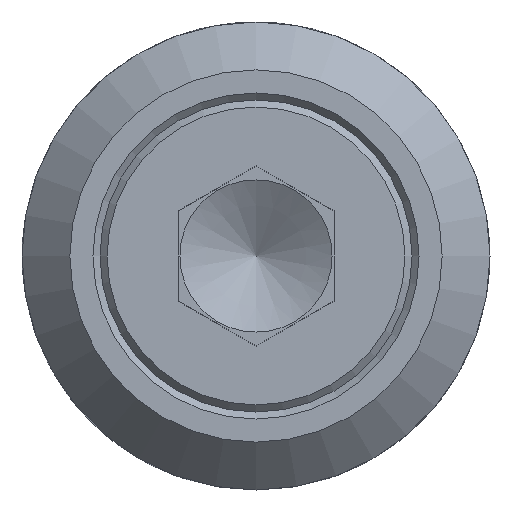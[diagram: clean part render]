
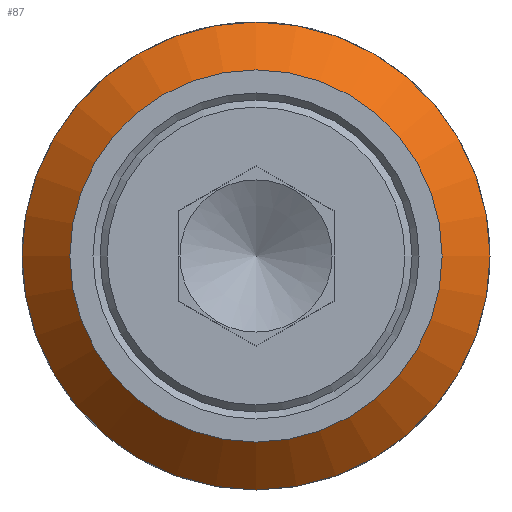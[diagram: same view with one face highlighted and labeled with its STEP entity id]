
A CAD part, front view. The second image highlights one B-rep face of the part: STEP entity #87.
In plain terms, the highlighted conical face has half-angle 45 degrees and reference radius 3 mm.
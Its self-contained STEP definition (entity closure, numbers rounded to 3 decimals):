
#87 = ADVANCED_FACE( '', ( #201, #202 ), #203, .T. );
#201 = FACE_BOUND( '', #351, .T. );
#202 = FACE_OUTER_BOUND( '', #352, .T. );
#203 = CONICAL_SURFACE( '', #353, 3., 0.785 );
#351 = EDGE_LOOP( '', ( #554 ) );
#352 = EDGE_LOOP( '', ( #555 ) );
#353 = AXIS2_PLACEMENT_3D( '', #556, #557, #558 );
#554 = ORIENTED_EDGE( '', *, *, #777, .F. );
#555 = ORIENTED_EDGE( '', *, *, #823, .T. );
#556 = CARTESIAN_POINT( '', ( 0., 0.614, 0. ) );
#557 = DIRECTION( '', ( 0., 1., 0. ) );
#558 = DIRECTION( '', ( 0., 0., 1. ) );
#777 = EDGE_CURVE( '', #897, #897, #898, .T. );
#823 = EDGE_CURVE( '', #975, #975, #976, .T. );
#897 = VERTEX_POINT( '', #1068 );
#898 = CIRCLE( '', #1069, 2.387 );
#975 = VERTEX_POINT( '', #1178 );
#976 = CIRCLE( '', #1179, 3. );
#1068 = CARTESIAN_POINT( '', ( 0., 0., -2.387 ) );
#1069 = AXIS2_PLACEMENT_3D( '', #1309, #1310, #1311 );
#1178 = CARTESIAN_POINT( '', ( 0., 0.614, -3. ) );
#1179 = AXIS2_PLACEMENT_3D( '', #1368, #1369, #1370 );
#1309 = CARTESIAN_POINT( '', ( 0., 0., 0. ) );
#1310 = DIRECTION( '', ( 0., -1., 0. ) );
#1311 = DIRECTION( '', ( 0., 0., -1. ) );
#1368 = CARTESIAN_POINT( '', ( 0., 0.614, 0. ) );
#1369 = DIRECTION( '', ( 0., -1., 0. ) );
#1370 = DIRECTION( '', ( 0., 0., -1. ) );
